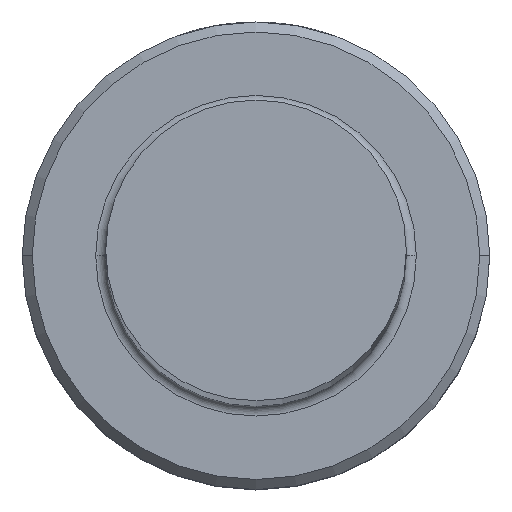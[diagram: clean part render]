
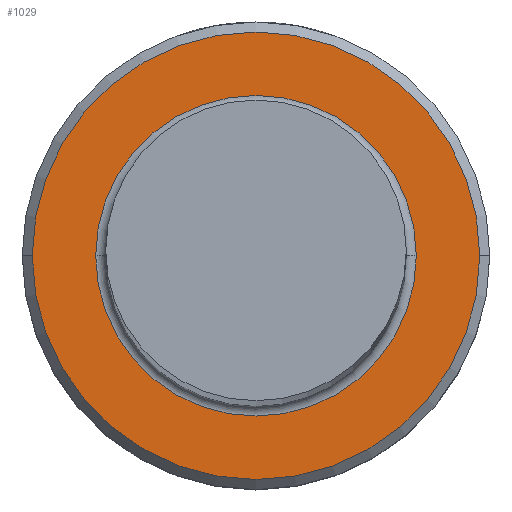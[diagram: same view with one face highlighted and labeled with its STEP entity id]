
A CAD part, top view. The second image highlights one B-rep face of the part: STEP entity #1029.
In plain terms, the highlighted planar face has unit normal (0, 0, 1).
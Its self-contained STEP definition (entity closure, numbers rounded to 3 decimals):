
#30 = DIRECTION ( 'NONE',  ( 0., 0., -1. ) ) ;
#43 = CARTESIAN_POINT ( 'NONE',  ( 4.8, 0., 8. ) ) ;
#79 = FACE_OUTER_BOUND ( 'NONE', #205, .T. ) ;
#96 = AXIS2_PLACEMENT_3D ( 'NONE', #920, #371, #1016 ) ;
#112 = VERTEX_POINT ( 'NONE', #899 ) ;
#181 = CARTESIAN_POINT ( 'NONE',  ( 0., 0., 8. ) ) ;
#182 = ORIENTED_EDGE ( 'NONE', *, *, #946, .T. ) ;
#205 = EDGE_LOOP ( 'NONE', ( #1043, #654 ) ) ;
#207 = CIRCLE ( 'NONE', #361, 6.7 ) ;
#253 = CARTESIAN_POINT ( 'NONE',  ( 0., 0., 8. ) ) ;
#281 = DIRECTION ( 'NONE',  ( 1., 0., 0. ) ) ;
#300 = VERTEX_POINT ( 'NONE', #384 ) ;
#333 = PLANE ( 'NONE',  #945 ) ;
#344 = DIRECTION ( 'NONE',  ( 1., 0., 0. ) ) ;
#361 = AXIS2_PLACEMENT_3D ( 'NONE', #253, #895, #344 ) ;
#371 = DIRECTION ( 'NONE',  ( 0., 0., -1. ) ) ;
#377 = EDGE_LOOP ( 'NONE', ( #709, #182 ) ) ;
#384 = CARTESIAN_POINT ( 'NONE',  ( -6.7, 0., 8. ) ) ;
#422 = DIRECTION ( 'NONE',  ( 1., 0., 0. ) ) ;
#483 = AXIS2_PLACEMENT_3D ( 'NONE', #595, #30, #684 ) ;
#595 = CARTESIAN_POINT ( 'NONE',  ( 0., 0., 8. ) ) ;
#640 = EDGE_CURVE ( 'NONE', #112, #764, #844, .T. ) ;
#654 = ORIENTED_EDGE ( 'NONE', *, *, #841, .T. ) ;
#684 = DIRECTION ( 'NONE',  ( -1., 0., 0. ) ) ;
#709 = ORIENTED_EDGE ( 'NONE', *, *, #640, .T. ) ;
#764 = VERTEX_POINT ( 'NONE', #43 ) ;
#787 = FACE_BOUND ( 'NONE', #377, .T. ) ;
#825 = DIRECTION ( 'NONE',  ( 0., 0., 1. ) ) ;
#841 = EDGE_CURVE ( 'NONE', #1127, #300, #207, .T. ) ;
#844 = CIRCLE ( 'NONE', #483, 4.8 ) ;
#881 = CARTESIAN_POINT ( 'NONE',  ( 0., 0., 8. ) ) ;
#895 = DIRECTION ( 'NONE',  ( 0., 0., 1. ) ) ;
#896 = CIRCLE ( 'NONE', #1040, 6.7 ) ;
#899 = CARTESIAN_POINT ( 'NONE',  ( -4.8, 0., 8. ) ) ;
#920 = CARTESIAN_POINT ( 'NONE',  ( 0., 0., 8. ) ) ;
#945 = AXIS2_PLACEMENT_3D ( 'NONE', #881, #976, #422 ) ;
#946 = EDGE_CURVE ( 'NONE', #764, #112, #1097, .T. ) ;
#976 = DIRECTION ( 'NONE',  ( 0., 0., 1. ) ) ;
#1016 = DIRECTION ( 'NONE',  ( -1., 0., 0. ) ) ;
#1029 = ADVANCED_FACE ( 'NONE', ( #79, #787 ), #333, .T. ) ;
#1040 = AXIS2_PLACEMENT_3D ( 'NONE', #181, #825, #281 ) ;
#1043 = ORIENTED_EDGE ( 'NONE', *, *, #1194, .T. ) ;
#1083 = CARTESIAN_POINT ( 'NONE',  ( 6.7, 0., 8. ) ) ;
#1097 = CIRCLE ( 'NONE', #96, 4.8 ) ;
#1127 = VERTEX_POINT ( 'NONE', #1083 ) ;
#1194 = EDGE_CURVE ( 'NONE', #300, #1127, #896, .T. ) ;
